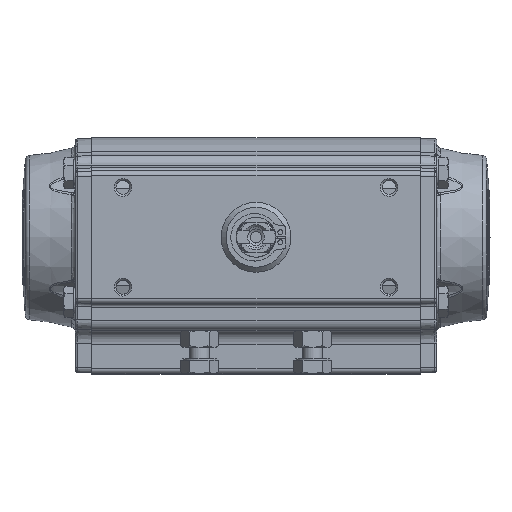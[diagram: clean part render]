
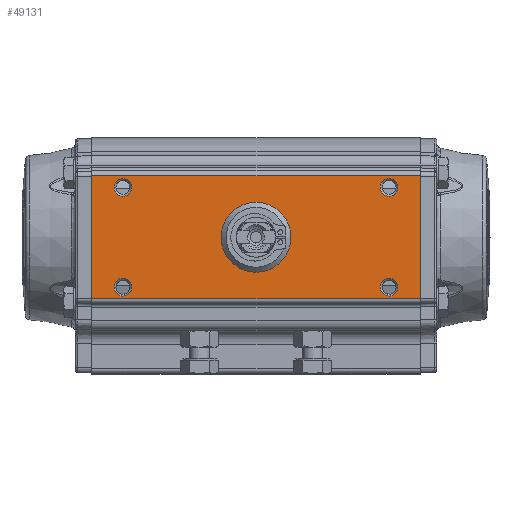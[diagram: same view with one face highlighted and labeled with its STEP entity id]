
A CAD part, top view. The second image highlights one B-rep face of the part: STEP entity #49131.
In plain terms, the highlighted planar face has unit normal (0, 0, 1).
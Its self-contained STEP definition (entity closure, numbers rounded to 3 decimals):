
#42880=CARTESIAN_POINT('',(-49.3,-18.5,194.5));
#42881=VERTEX_POINT('',#42880);
#42889=CARTESIAN_POINT('',(-49.3,18.5,194.5));
#42890=VERTEX_POINT('',#42889);
#42891=CARTESIAN_POINT('',(-49.3,-18.5,194.5));
#42892=DIRECTION('',(0.0,1.0,0.0));
#42893=VECTOR('',#42892,37.);
#42894=LINE('',#42891,#42893);
#42895=EDGE_CURVE('',#42881,#42890,#42894,.T.);
#49035=CARTESIAN_POINT('',(49.3,18.5,194.5));
#49036=VERTEX_POINT('',#49035);
#49037=CARTESIAN_POINT('',(49.3,18.5,194.5));
#49038=DIRECTION('',(-1.0,0.0,0.0));
#49039=VECTOR('',#49038,98.6);
#49040=LINE('',#49037,#49039);
#49041=EDGE_CURVE('',#49036,#42890,#49040,.T.);
#49053=CARTESIAN_POINT('',(49.3,-18.5,194.5));
#49054=DIRECTION('',(0.0,0.0,1.0));
#49055=DIRECTION('',(-1.0,0.0,0.0));
#49056=AXIS2_PLACEMENT_3D('',#49053,#49054,#49055);
#49057=PLANE('',#49056);
#49058=CARTESIAN_POINT('',(49.3,-18.5,194.5));
#49059=VERTEX_POINT('',#49058);
#49060=CARTESIAN_POINT('',(49.3,-18.5,194.5));
#49061=DIRECTION('',(0.0,1.0,0.0));
#49062=VECTOR('',#49061,37.);
#49063=LINE('',#49060,#49062);
#49064=EDGE_CURVE('',#49059,#49036,#49063,.T.);
#49065=ORIENTED_EDGE('',*,*,#49064,.T.);
#49066=ORIENTED_EDGE('',*,*,#49041,.T.);
#49067=ORIENTED_EDGE('',*,*,#42895,.F.);
#49068=CARTESIAN_POINT('',(-49.3,-18.5,194.5));
#49069=DIRECTION('',(1.0,0.0,0.0));
#49070=VECTOR('',#49069,98.6);
#49071=LINE('',#49068,#49070);
#49072=EDGE_CURVE('',#42881,#49059,#49071,.T.);
#49073=ORIENTED_EDGE('',*,*,#49072,.T.);
#49074=EDGE_LOOP('',(#49065,#49066,#49067,#49073));
#49075=FACE_OUTER_BOUND('',#49074,.T.);
#49076=CARTESIAN_POINT('',(-42.65,15.,194.5));
#49077=VERTEX_POINT('',#49076);
#49078=CARTESIAN_POINT('',(-40.,15.,194.5));
#49079=DIRECTION('',(0.0,0.0,-1.0));
#49080=DIRECTION('',(-1.0,0.0,0.0));
#49081=AXIS2_PLACEMENT_3D('',#49078,#49079,#49080);
#49082=CIRCLE('',#49081,2.65);
#49083=EDGE_CURVE('',#49077,#49077,#49082,.T.);
#49084=ORIENTED_EDGE('',*,*,#49083,.T.);
#49085=EDGE_LOOP('',(#49084));
#49086=FACE_BOUND('',#49085,.T.);
#49087=CARTESIAN_POINT('',(-42.65,-15.,194.5));
#49088=VERTEX_POINT('',#49087);
#49089=CARTESIAN_POINT('',(-40.,-15.,194.5));
#49090=DIRECTION('',(0.0,0.0,-1.0));
#49091=DIRECTION('',(-1.0,0.0,0.0));
#49092=AXIS2_PLACEMENT_3D('',#49089,#49090,#49091);
#49093=CIRCLE('',#49092,2.65);
#49094=EDGE_CURVE('',#49088,#49088,#49093,.T.);
#49095=ORIENTED_EDGE('',*,*,#49094,.T.);
#49096=EDGE_LOOP('',(#49095));
#49097=FACE_BOUND('',#49096,.T.);
#49098=CARTESIAN_POINT('',(37.35,-15.,194.5));
#49099=VERTEX_POINT('',#49098);
#49100=CARTESIAN_POINT('',(40.,-15.,194.5));
#49101=DIRECTION('',(0.0,0.0,-1.0));
#49102=DIRECTION('',(-1.0,0.0,0.0));
#49103=AXIS2_PLACEMENT_3D('',#49100,#49101,#49102);
#49104=CIRCLE('',#49103,2.65);
#49105=EDGE_CURVE('',#49099,#49099,#49104,.T.);
#49106=ORIENTED_EDGE('',*,*,#49105,.T.);
#49107=EDGE_LOOP('',(#49106));
#49108=FACE_BOUND('',#49107,.T.);
#49109=CARTESIAN_POINT('',(37.35,15.,194.5));
#49110=VERTEX_POINT('',#49109);
#49111=CARTESIAN_POINT('',(40.,15.,194.5));
#49112=DIRECTION('',(0.0,0.0,-1.0));
#49113=DIRECTION('',(-1.0,0.0,0.0));
#49114=AXIS2_PLACEMENT_3D('',#49111,#49112,#49113);
#49115=CIRCLE('',#49114,2.65);
#49116=EDGE_CURVE('',#49110,#49110,#49115,.T.);
#49117=ORIENTED_EDGE('',*,*,#49116,.T.);
#49118=EDGE_LOOP('',(#49117));
#49119=FACE_BOUND('',#49118,.T.);
#49120=CARTESIAN_POINT('',(-10.5,0.,194.5));
#49121=VERTEX_POINT('',#49120);
#49122=CARTESIAN_POINT('',(0.,0.,194.5));
#49123=DIRECTION('',(0.0,0.0,-1.0));
#49124=DIRECTION('',(-1.0,0.0,0.0));
#49125=AXIS2_PLACEMENT_3D('',#49122,#49123,#49124);
#49126=CIRCLE('',#49125,10.5);
#49127=EDGE_CURVE('',#49121,#49121,#49126,.T.);
#49128=ORIENTED_EDGE('',*,*,#49127,.T.);
#49129=EDGE_LOOP('',(#49128));
#49130=FACE_BOUND('',#49129,.T.);
#49131=ADVANCED_FACE('',(#49075,#49086,#49097,#49108,#49119,#49130),#49057,.T.);
